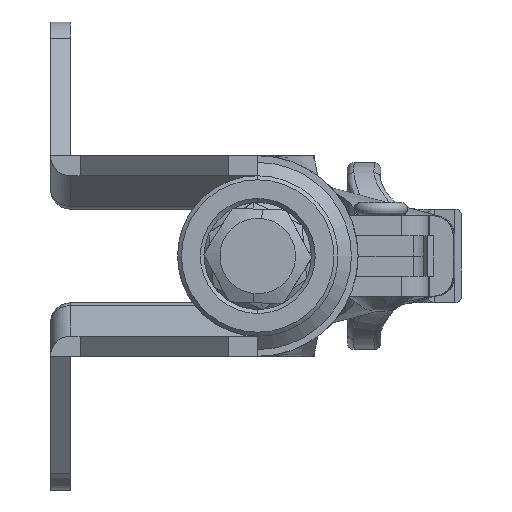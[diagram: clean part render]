
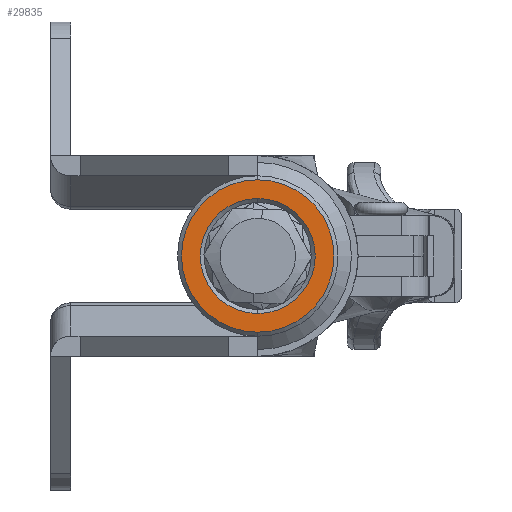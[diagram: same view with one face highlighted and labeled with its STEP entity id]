
A CAD part, left-side view. The second image highlights one B-rep face of the part: STEP entity #29835.
In plain terms, the highlighted planar face has unit normal (-1, 0, 0).
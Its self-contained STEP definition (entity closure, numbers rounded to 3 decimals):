
#84 = EDGE_CURVE ( 'NONE', #15747, #40532, #38999, .T. ) ;
#407 = CARTESIAN_POINT ( 'NONE',  ( -2.3, 23.388, 7.5 ) ) ;
#1695 = FACE_BOUND ( 'NONE', #28066, .T. ) ;
#3548 = DIRECTION ( 'NONE',  ( 0., 0., 1. ) ) ;
#4285 = DIRECTION ( 'NONE',  ( 1., 0., 0. ) ) ;
#4641 = VERTEX_POINT ( 'NONE', #35738 ) ;
#5053 = ORIENTED_EDGE ( 'NONE', *, *, #16598, .T. ) ;
#5454 = CARTESIAN_POINT ( 'NONE',  ( -2.3, 23.388, 7.5 ) ) ;
#5610 = CIRCLE ( 'NONE', #8388, 5.7 ) ;
#5822 = DIRECTION ( 'NONE',  ( 1., 0., 0. ) ) ;
#8388 = AXIS2_PLACEMENT_3D ( 'NONE', #5454, #27386, #8590 ) ;
#8590 = DIRECTION ( 'NONE',  ( 0., 0., 1. ) ) ;
#9013 = AXIS2_PLACEMENT_3D ( 'NONE', #24595, #5822, #27732 ) ;
#12000 = CARTESIAN_POINT ( 'NONE',  ( -2.3, 23.388, 13.2 ) ) ;
#14436 = PLANE ( 'NONE',  #29013 ) ;
#14578 = DIRECTION ( 'NONE',  ( 0., 0., 1. ) ) ;
#14739 = ORIENTED_EDGE ( 'NONE', *, *, #39892, .T. ) ;
#15747 = VERTEX_POINT ( 'NONE', #32107 ) ;
#16598 = EDGE_CURVE ( 'NONE', #21786, #4641, #31842, .T. ) ;
#17039 = DIRECTION ( 'NONE',  ( 0., 0., 1. ) ) ;
#17243 = EDGE_LOOP ( 'NONE', ( #26242, #5053 ) ) ;
#17295 = CARTESIAN_POINT ( 'NONE',  ( -2.3, 23.388, 7.5 ) ) ;
#18371 = FACE_OUTER_BOUND ( 'NONE', #17243, .T. ) ;
#21786 = VERTEX_POINT ( 'NONE', #12000 ) ;
#22314 = DIRECTION ( 'NONE',  ( -1., 0., 0. ) ) ;
#23534 = AXIS2_PLACEMENT_3D ( 'NONE', #407, #22314, #3548 ) ;
#24595 = CARTESIAN_POINT ( 'NONE',  ( -2.3, 23.388, 7.5 ) ) ;
#26242 = ORIENTED_EDGE ( 'NONE', *, *, #36209, .T. ) ;
#27038 = CARTESIAN_POINT ( 'NONE',  ( -2.3, 23.388, 7.5 ) ) ;
#27386 = DIRECTION ( 'NONE',  ( -1., 0., 0. ) ) ;
#27732 = DIRECTION ( 'NONE',  ( 0., 0., 1. ) ) ;
#28066 = EDGE_LOOP ( 'NONE', ( #14739, #30868 ) ) ;
#29013 = AXIS2_PLACEMENT_3D ( 'NONE', #27038, #33345, #14578 ) ;
#29835 = ADVANCED_FACE ( 'NONE', ( #18371, #1695 ), #14436, .T. ) ;
#30868 = ORIENTED_EDGE ( 'NONE', *, *, #84, .T. ) ;
#31842 = CIRCLE ( 'NONE', #23534, 5.7 ) ;
#32107 = CARTESIAN_POINT ( 'NONE',  ( -2.3, 23.388, 3.2 ) ) ;
#33345 = DIRECTION ( 'NONE',  ( -1., 0., 0. ) ) ;
#35106 = CARTESIAN_POINT ( 'NONE',  ( -2.3, 23.388, 11.8 ) ) ;
#35738 = CARTESIAN_POINT ( 'NONE',  ( -2.3, 23.388, 1.8 ) ) ;
#36209 = EDGE_CURVE ( 'NONE', #4641, #21786, #5610, .T. ) ;
#38328 = CIRCLE ( 'NONE', #9013, 4.3 ) ;
#38813 = AXIS2_PLACEMENT_3D ( 'NONE', #17295, #4285, #17039 ) ;
#38999 = CIRCLE ( 'NONE', #38813, 4.3 ) ;
#39892 = EDGE_CURVE ( 'NONE', #40532, #15747, #38328, .T. ) ;
#40532 = VERTEX_POINT ( 'NONE', #35106 ) ;
